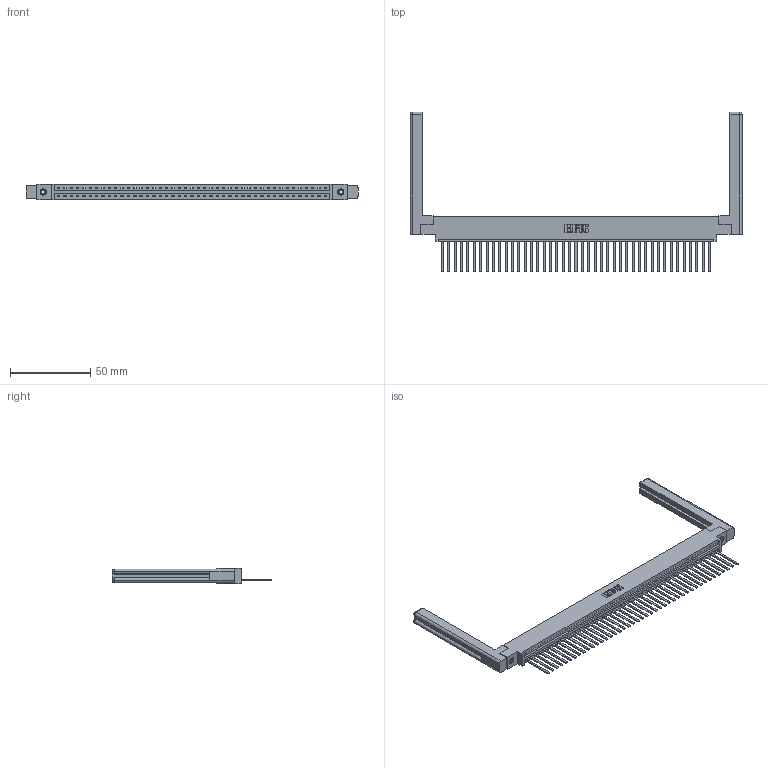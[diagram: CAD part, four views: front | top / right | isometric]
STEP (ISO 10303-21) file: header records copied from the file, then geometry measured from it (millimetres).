
FILE_DESCRIPTION (( 'STEP AP203' ), '1' );
FILE_NAME ('387-043-544-658.STEP', '2019-10-04T22:44:37', ( '' ), ( '' ), 'SwSTEP 2.0', 'SolidWorks 2016', '' );
FILE_SCHEMA (( 'CONFIG_CONTROL_DESIGN' ));
Length unit declared in the file: inch
Products named in the file (5): 337 Part_0.170 Offset - 0.156 Dia-TI; 345-250-001_345-250-001-102; 387-043-544-658; 345-292-001_345-293-144; 307-220-058
Assembly tree (48 placements, depth 2):
  387-043-544-658
    337 Part_0.170 Offset - 0.156 Dia-TI
    345-292-001_345-293-144  x43
    345-250-001_345-250-001-102  x2
    307-220-058  x2
Bounding box: 207.01 x 99.7 x 9.4 mm (x, y, z)
Volume: 29070.4 mm3; surface area: 29592.1 mm2
Topology: 48 solids, 48 shells, 2668 faces, 7987 edges, 5254 vertices
Faces by surface type: plane 1964, cylinder 680, cone 12, torus 12
Entity records: 34416 total; most frequent: CARTESIAN_POINT 5994, ORIENTED_EDGE 5912, DIRECTION 5058, EDGE_CURVE 2956, LINE 2784, VECTOR 2784, VERTEX_POINT 1962, AXIS2_PLACEMENT_3D 1137
